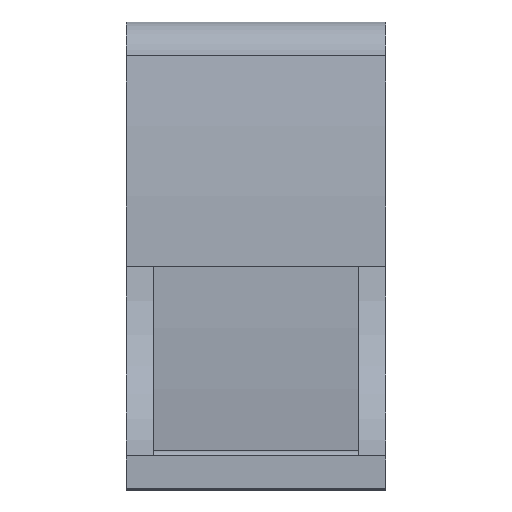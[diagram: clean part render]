
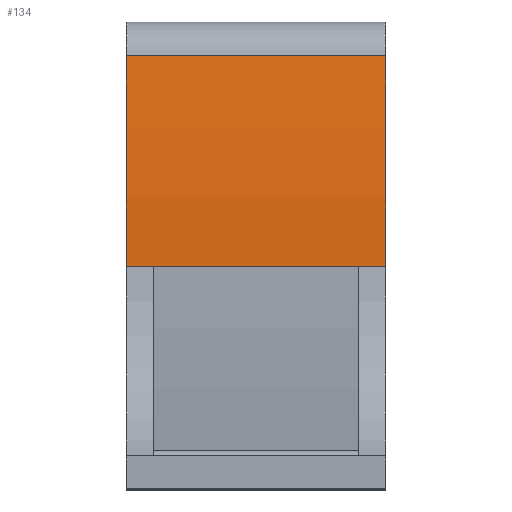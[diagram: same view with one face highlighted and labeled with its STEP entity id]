
A CAD part, top view. The second image highlights one B-rep face of the part: STEP entity #134.
In plain terms, the highlighted cylindrical face has radius 86.3 mm (diameter 172.6 mm), a partial arc.
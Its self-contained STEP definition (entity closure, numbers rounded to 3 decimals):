
#16 = EDGE_CURVE ( 'NONE', #1331, #548, #1349, .T. ) ;
#34 = VECTOR ( 'NONE', #951, 1000. ) ;
#41 = AXIS2_PLACEMENT_3D ( 'NONE', #1026, #1311, #561 ) ;
#43 = CARTESIAN_POINT ( 'NONE',  ( 6., 13., 18.3 ) ) ;
#54 = DIRECTION ( 'NONE',  ( 1., 0., 0. ) ) ;
#67 = CARTESIAN_POINT ( 'NONE',  ( -7.6, 25.329, 17.415 ) ) ;
#76 = VECTOR ( 'NONE', #1320, 1000. ) ;
#79 = CIRCLE ( 'NONE', #570, 86.3 ) ;
#84 = ORIENTED_EDGE ( 'NONE', *, *, #16, .T. ) ;
#98 = DIRECTION ( 'NONE',  ( 1., 0., 0. ) ) ;
#134 = ADVANCED_FACE ( 'NONE', ( #1301 ), #1184, .T. ) ;
#222 = ORIENTED_EDGE ( 'NONE', *, *, #296, .F. ) ;
#278 = CARTESIAN_POINT ( 'NONE',  ( 7.6, 25.329, 17.415 ) ) ;
#284 = CIRCLE ( 'NONE', #964, 86.3 ) ;
#296 = EDGE_CURVE ( 'NONE', #1331, #1132, #878, .T. ) ;
#313 = ORIENTED_EDGE ( 'NONE', *, *, #968, .T. ) ;
#342 = ORIENTED_EDGE ( 'NONE', *, *, #744, .F. ) ;
#356 = CARTESIAN_POINT ( 'NONE',  ( 7.6, 13., 18.3 ) ) ;
#363 = CARTESIAN_POINT ( 'NONE',  ( 7.6, 13., -68. ) ) ;
#379 = CARTESIAN_POINT ( 'NONE',  ( -6., 13., 18.3 ) ) ;
#387 = DIRECTION ( 'NONE',  ( 1., 0., 0. ) ) ;
#391 = EDGE_CURVE ( 'NONE', #745, #1213, #284, .T. ) ;
#395 = ORIENTED_EDGE ( 'NONE', *, *, #391, .T. ) ;
#417 = EDGE_LOOP ( 'NONE', ( #222, #84, #342, #313, #395, #873 ) ) ;
#457 = VECTOR ( 'NONE', #657, 1000. ) ;
#548 = VERTEX_POINT ( 'NONE', #356 ) ;
#553 = CARTESIAN_POINT ( 'NONE',  ( -7.6, 13., -68. ) ) ;
#560 = VECTOR ( 'NONE', #387, 1000. ) ;
#561 = DIRECTION ( 'NONE',  ( 0., 0., 1. ) ) ;
#570 = AXIS2_PLACEMENT_3D ( 'NONE', #363, #98, #712 ) ;
#600 = CARTESIAN_POINT ( 'NONE',  ( 7.6, 25.329, 17.415 ) ) ;
#657 = DIRECTION ( 'NONE',  ( -1., 0., 0. ) ) ;
#712 = DIRECTION ( 'NONE',  ( 0., 0., -1. ) ) ;
#744 = EDGE_CURVE ( 'NONE', #1156, #548, #79, .T. ) ;
#745 = VERTEX_POINT ( 'NONE', #67 ) ;
#806 = EDGE_CURVE ( 'NONE', #1132, #1213, #1012, .T. ) ;
#873 = ORIENTED_EDGE ( 'NONE', *, *, #806, .F. ) ;
#878 = LINE ( 'NONE', #945, #76 ) ;
#945 = CARTESIAN_POINT ( 'NONE',  ( 7.6, 13., 18.3 ) ) ;
#951 = DIRECTION ( 'NONE',  ( -1., 0., 0. ) ) ;
#963 = LINE ( 'NONE', #278, #34 ) ;
#964 = AXIS2_PLACEMENT_3D ( 'NONE', #553, #54, #998 ) ;
#968 = EDGE_CURVE ( 'NONE', #1156, #745, #963, .T. ) ;
#998 = DIRECTION ( 'NONE',  ( 0., 0., -1. ) ) ;
#1012 = LINE ( 'NONE', #1206, #457 ) ;
#1026 = CARTESIAN_POINT ( 'NONE',  ( 7.6, 13., -68. ) ) ;
#1132 = VERTEX_POINT ( 'NONE', #379 ) ;
#1156 = VERTEX_POINT ( 'NONE', #600 ) ;
#1184 = CYLINDRICAL_SURFACE ( 'NONE', #41, 86.3 ) ;
#1199 = CARTESIAN_POINT ( 'NONE',  ( 6., 13., 18.3 ) ) ;
#1206 = CARTESIAN_POINT ( 'NONE',  ( -6., 13., 18.3 ) ) ;
#1213 = VERTEX_POINT ( 'NONE', #1221 ) ;
#1221 = CARTESIAN_POINT ( 'NONE',  ( -7.6, 13., 18.3 ) ) ;
#1301 = FACE_OUTER_BOUND ( 'NONE', #417, .T. ) ;
#1311 = DIRECTION ( 'NONE',  ( -1., 0., 0. ) ) ;
#1320 = DIRECTION ( 'NONE',  ( -1., 0., 0. ) ) ;
#1331 = VERTEX_POINT ( 'NONE', #1199 ) ;
#1349 = LINE ( 'NONE', #43, #560 ) ;
